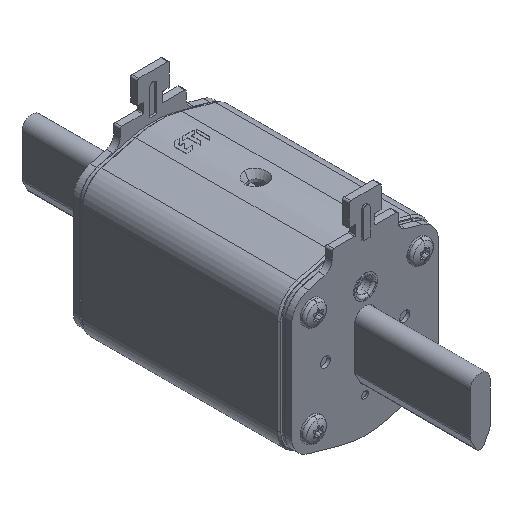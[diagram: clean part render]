
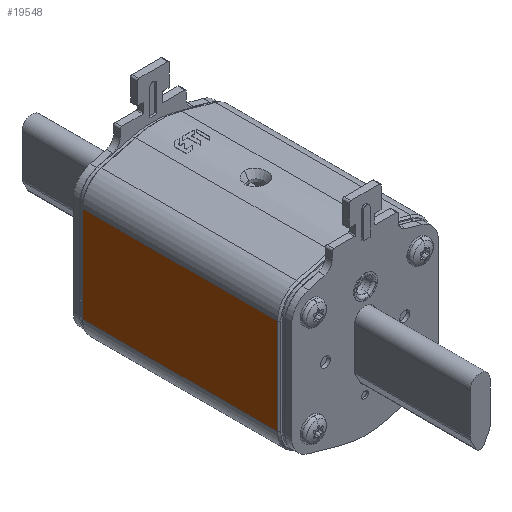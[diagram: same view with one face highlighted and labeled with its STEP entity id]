
A CAD part, isometric view. The second image highlights one B-rep face of the part: STEP entity #19548.
In plain terms, the highlighted planar face has unit normal (-1, 0, 0).
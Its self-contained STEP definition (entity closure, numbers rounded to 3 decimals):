
#3311=DIRECTION('',(0.,0.,-1.));
#3312=VECTOR('',#3311,29.);
#3313=CARTESIAN_POINT('',(-23.,-59.5,14.5));
#3314=LINE('',#3313,#3312);
#4465=DIRECTION('',(0.,-1.,0.));
#4466=VECTOR('',#4465,59.);
#4467=CARTESIAN_POINT('',(-23.,-0.5,14.5));
#4468=LINE('',#4467,#4466);
#4473=DIRECTION('',(0.,0.,-1.));
#4474=VECTOR('',#4473,29.);
#4475=CARTESIAN_POINT('',(-23.,-0.5,14.5));
#4476=LINE('',#4475,#4474);
#4491=DIRECTION('',(0.,-1.,0.));
#4492=VECTOR('',#4491,59.);
#4493=CARTESIAN_POINT('',(-23.,-0.5,-14.5));
#4494=LINE('',#4493,#4492);
#13758=CARTESIAN_POINT('',(-23.,-0.5,14.5));
#13759=CARTESIAN_POINT('',(-23.,-0.5,-14.5));
#13760=VERTEX_POINT('',#13758);
#13761=VERTEX_POINT('',#13759);
#13828=CARTESIAN_POINT('',(-23.,-59.5,-14.5));
#13829=VERTEX_POINT('',#13828);
#13832=CARTESIAN_POINT('',(-23.,-59.5,14.5));
#13833=VERTEX_POINT('',#13832);
#19535=CARTESIAN_POINT('',(-23.,0.,14.5));
#19536=DIRECTION('',(-1.,0.,0.));
#19537=DIRECTION('',(0.,0.,-1.));
#19538=AXIS2_PLACEMENT_3D('',#19535,#19536,#19537);
#19539=PLANE('',#19538);
#19541=ORIENTED_EDGE('',*,*,#19540,.F.);
#19542=ORIENTED_EDGE('',*,*,#19530,.T.);
#19543=ORIENTED_EDGE('',*,*,#18902,.T.);
#19545=ORIENTED_EDGE('',*,*,#19544,.F.);
#19546=EDGE_LOOP('',(#19541,#19542,#19543,#19545));
#19547=FACE_OUTER_BOUND('',#19546,.F.);
#18902=EDGE_CURVE('',#13833,#13829,#3314,.T.);
#19530=EDGE_CURVE('',#13760,#13833,#4468,.T.);
#19540=EDGE_CURVE('',#13760,#13761,#4476,.T.);
#19544=EDGE_CURVE('',#13761,#13829,#4494,.T.);
#19548=ADVANCED_FACE('',(#19547),#19539,.T.);
